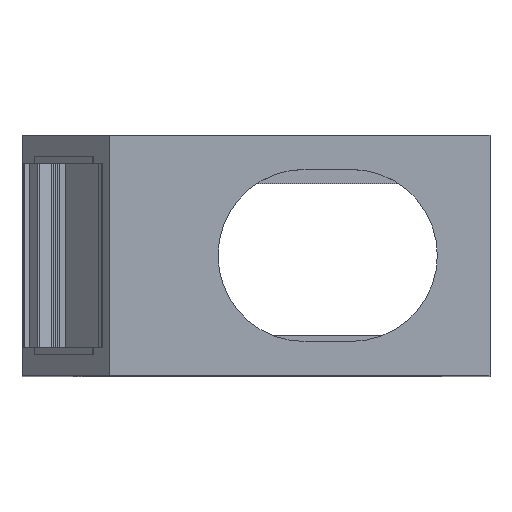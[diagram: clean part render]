
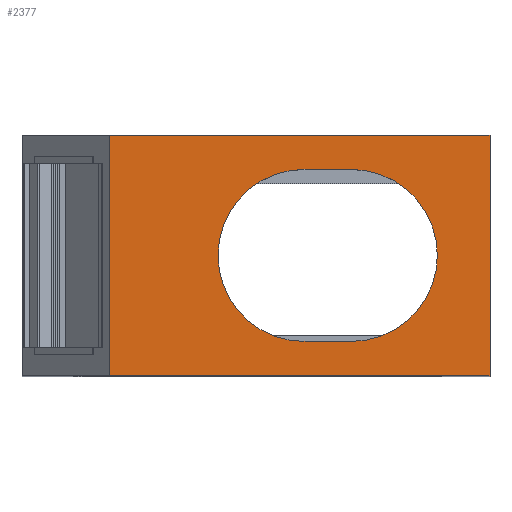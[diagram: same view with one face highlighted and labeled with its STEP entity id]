
A CAD part, top view. The second image highlights one B-rep face of the part: STEP entity #2377.
In plain terms, the highlighted planar face has unit normal (0, 0, 1).
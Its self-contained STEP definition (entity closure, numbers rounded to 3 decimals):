
#2323=AXIS2_PLACEMENT_3D('Plane Axis2P3D',#2320,#2321,#2322) ;
#2345=AXIS2_PLACEMENT_3D('Circle Axis2P3D',#2343,#2344,$) ;
#2361=AXIS2_PLACEMENT_3D('Circle Axis2P3D',#2359,#2360,$) ;
#1531=CARTESIAN_POINT('Vertex',(4.99,13.7,39.)) ;
#1547=CARTESIAN_POINT('Vertex',(4.99,0.,39.)) ;
#1550=CARTESIAN_POINT('Line Origine',(4.99,6.85,39.)) ;
#1916=CARTESIAN_POINT('Vertex',(26.67,0.,39.)) ;
#1919=CARTESIAN_POINT('Line Origine',(15.83,0.,39.)) ;
#2320=CARTESIAN_POINT('Axis2P3D Location',(0.,0.,39.)) ;
#2325=CARTESIAN_POINT('Line Origine',(26.67,6.85,39.)) ;
#2329=CARTESIAN_POINT('Vertex',(26.67,13.7,39.)) ;
#2332=CARTESIAN_POINT('Line Origine',(15.83,13.7,39.)) ;
#2343=CARTESIAN_POINT('Axis2P3D Location',(16.07,6.85,39.)) ;
#2347=CARTESIAN_POINT('Vertex',(16.07,11.75,39.)) ;
#2349=CARTESIAN_POINT('Vertex',(16.07,1.95,39.)) ;
#2352=CARTESIAN_POINT('Line Origine',(17.42,11.75,39.)) ;
#2356=CARTESIAN_POINT('Vertex',(18.77,11.75,39.)) ;
#2359=CARTESIAN_POINT('Axis2P3D Location',(18.77,6.85,39.)) ;
#2363=CARTESIAN_POINT('Vertex',(18.77,1.95,39.)) ;
#2366=CARTESIAN_POINT('Line Origine',(17.42,1.95,39.)) ;
#1551=DIRECTION('Vector Direction',(0.,1.,0.)) ;
#1920=DIRECTION('Vector Direction',(1.,0.,0.)) ;
#2321=DIRECTION('Axis2P3D Direction',(0.,0.,-1.)) ;
#2322=DIRECTION('Axis2P3D XDirection',(0.,1.,0.)) ;
#2326=DIRECTION('Vector Direction',(0.,1.,0.)) ;
#2333=DIRECTION('Vector Direction',(1.,0.,0.)) ;
#2344=DIRECTION('Axis2P3D Direction',(0.,0.,-1.)) ;
#2353=DIRECTION('Vector Direction',(-1.,0.,0.)) ;
#2360=DIRECTION('Axis2P3D Direction',(0.,0.,-1.)) ;
#2367=DIRECTION('Vector Direction',(1.,0.,0.)) ;
#1552=VECTOR('Line Direction',#1551,1.) ;
#1921=VECTOR('Line Direction',#1920,1.) ;
#2327=VECTOR('Line Direction',#2326,1.) ;
#2334=VECTOR('Line Direction',#2333,1.) ;
#2354=VECTOR('Line Direction',#2353,1.) ;
#2368=VECTOR('Line Direction',#2367,1.) ;
#2338=ORIENTED_EDGE('',*,*,#1554,.F.) ;
#2339=ORIENTED_EDGE('',*,*,#1923,.T.) ;
#2340=ORIENTED_EDGE('',*,*,#2331,.T.) ;
#2341=ORIENTED_EDGE('',*,*,#2336,.F.) ;
#2372=ORIENTED_EDGE('',*,*,#2351,.F.) ;
#2373=ORIENTED_EDGE('',*,*,#2358,.F.) ;
#2374=ORIENTED_EDGE('',*,*,#2365,.F.) ;
#2375=ORIENTED_EDGE('',*,*,#2370,.F.) ;
#2376=FACE_BOUND('',#2371,.T.) ;
#2377=ADVANCED_FACE('HOUSING',(#2342,#2376),#2324,.F.) ;
#2346=CIRCLE('generated circle',#2345,4.9) ;
#2362=CIRCLE('generated circle',#2361,4.9) ;
#1554=EDGE_CURVE('',#1548,#1532,#1553,.T.) ;
#1923=EDGE_CURVE('',#1548,#1917,#1922,.T.) ;
#2331=EDGE_CURVE('',#1917,#2330,#2328,.T.) ;
#2336=EDGE_CURVE('',#1532,#2330,#2335,.T.) ;
#2351=EDGE_CURVE('',#2348,#2350,#2346,.F.) ;
#2358=EDGE_CURVE('',#2357,#2348,#2355,.T.) ;
#2365=EDGE_CURVE('',#2364,#2357,#2362,.F.) ;
#2370=EDGE_CURVE('',#2350,#2364,#2369,.T.) ;
#2337=EDGE_LOOP('',(#2338,#2339,#2340,#2341)) ;
#2371=EDGE_LOOP('',(#2372,#2373,#2374,#2375)) ;
#2342=FACE_OUTER_BOUND('',#2337,.T.) ;
#1553=LINE('Line',#1550,#1552) ;
#1922=LINE('Line',#1919,#1921) ;
#2328=LINE('Line',#2325,#2327) ;
#2335=LINE('Line',#2332,#2334) ;
#2355=LINE('Line',#2352,#2354) ;
#2369=LINE('Line',#2366,#2368) ;
#2324=PLANE('',#2323) ;
#1532=VERTEX_POINT('',#1531) ;
#1548=VERTEX_POINT('',#1547) ;
#1917=VERTEX_POINT('',#1916) ;
#2330=VERTEX_POINT('',#2329) ;
#2348=VERTEX_POINT('',#2347) ;
#2350=VERTEX_POINT('',#2349) ;
#2357=VERTEX_POINT('',#2356) ;
#2364=VERTEX_POINT('',#2363) ;
